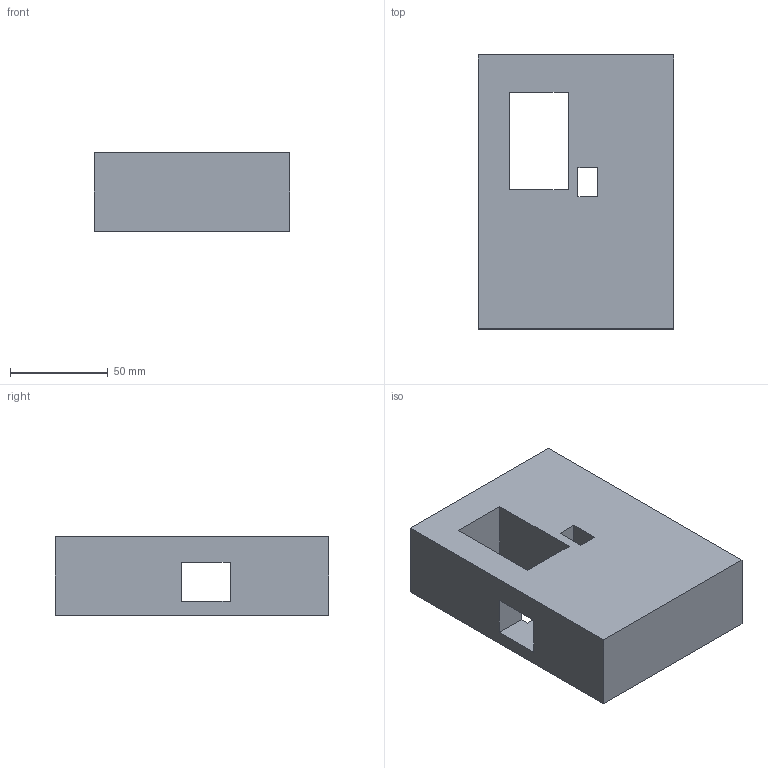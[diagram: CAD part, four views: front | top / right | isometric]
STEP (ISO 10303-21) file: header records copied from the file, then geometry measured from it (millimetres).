
FILE_DESCRIPTION(/* description */ ('VariCAD 2010-3.03 AP-214'),/* implementation_level */ '2;1');
FILE_NAME(/* name */ 'multi_holes',/* time_stamp */ '2011-01-01T22:39:05+00:00',/* author */ (''),/* organization */ (''),/* preprocessor_version */ 'ST-DEVELOPER v12',/* originating_system */ 'VariCAD 2010-3.03; kernel version (20100102)',/* authorisation */ '');
FILE_SCHEMA (('AUTOMOTIVE_DESIGN'));
Length unit declared in the file: millimetre
Products named in the file (1): Part
Bounding box: 100 x 140 x 40 mm (x, y, z)
Volume: 448300 mm3; surface area: 57770 mm2
Topology: 1 solids, 1 shells, 22 faces, 72 edges, 48 vertices
Faces by surface type: plane 22
Entity records: 823 total; most frequent: ORIENTED_EDGE 144, CARTESIAN_POINT 144, DIRECTION 120, EDGE_CURVE 72, LINE 72, VECTOR 72, VERTEX_POINT 48, EDGE_LOOP 28
